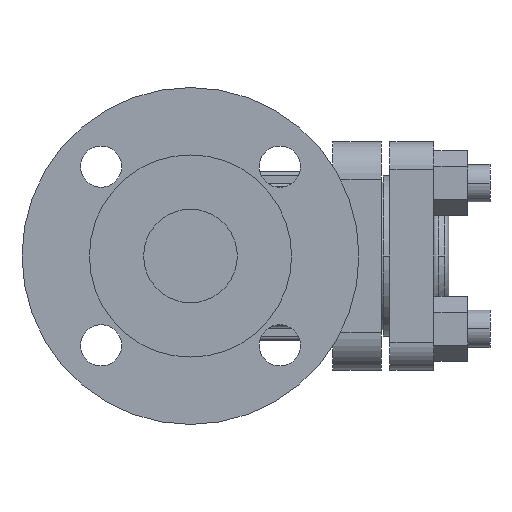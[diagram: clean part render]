
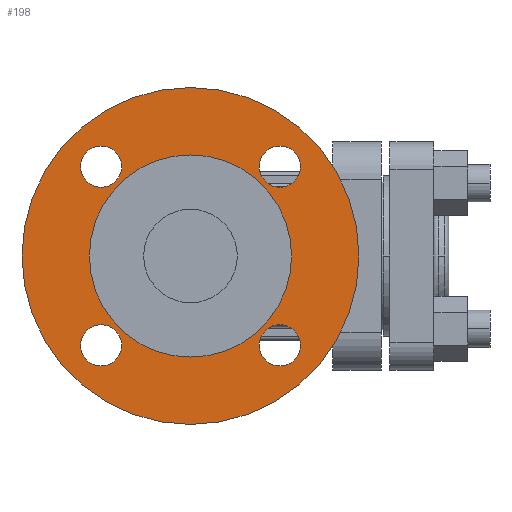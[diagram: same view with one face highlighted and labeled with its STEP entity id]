
A CAD part, left-side view. The second image highlights one B-rep face of the part: STEP entity #198.
In plain terms, the highlighted planar face has unit normal (-1, 0, 0).
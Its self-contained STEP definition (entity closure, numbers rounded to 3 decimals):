
#198 = ADVANCED_FACE( '', ( #449, #450, #451, #452, #453, #454 ), #455, .T. );
#449 = FACE_BOUND( '', #798, .T. );
#450 = FACE_BOUND( '', #799, .T. );
#451 = FACE_BOUND( '', #800, .T. );
#452 = FACE_BOUND( '', #801, .T. );
#453 = FACE_BOUND( '', #802, .T. );
#454 = FACE_OUTER_BOUND( '', #803, .T. );
#455 = PLANE( '', #804 );
#798 = EDGE_LOOP( '', ( #1576, #1577 ) );
#799 = EDGE_LOOP( '', ( #1578, #1579 ) );
#800 = EDGE_LOOP( '', ( #1580, #1581 ) );
#801 = EDGE_LOOP( '', ( #1582, #1583 ) );
#802 = EDGE_LOOP( '', ( #1584, #1585 ) );
#803 = EDGE_LOOP( '', ( #1586, #1587 ) );
#804 = AXIS2_PLACEMENT_3D( '', #1588, #1589, #1590 );
#1576 = ORIENTED_EDGE( '', *, *, #2312, .T. );
#1577 = ORIENTED_EDGE( '', *, *, #2337, .T. );
#1578 = ORIENTED_EDGE( '', *, *, #2308, .T. );
#1579 = ORIENTED_EDGE( '', *, *, #2339, .T. );
#1580 = ORIENTED_EDGE( '', *, *, #2304, .T. );
#1581 = ORIENTED_EDGE( '', *, *, #2341, .T. );
#1582 = ORIENTED_EDGE( '', *, *, #2300, .T. );
#1583 = ORIENTED_EDGE( '', *, *, #2343, .T. );
#1584 = ORIENTED_EDGE( '', *, *, #2249, .F. );
#1585 = ORIENTED_EDGE( '', *, *, #2455, .F. );
#1586 = ORIENTED_EDGE( '', *, *, #2255, .T. );
#1587 = ORIENTED_EDGE( '', *, *, #2454, .T. );
#1588 = CARTESIAN_POINT( '', ( 3., -72., 0. ) );
#1589 = DIRECTION( '', ( -1., 0., 0. ) );
#1590 = DIRECTION( '', ( 0., -1., 0. ) );
#2249 = EDGE_CURVE( '', #2649, #2652, #2653, .T. );
#2255 = EDGE_CURVE( '', #2658, #2662, #2664, .T. );
#2300 = EDGE_CURVE( '', #2743, #2747, #2749, .T. );
#2304 = EDGE_CURVE( '', #2751, #2755, #2757, .T. );
#2308 = EDGE_CURVE( '', #2759, #2763, #2765, .T. );
#2312 = EDGE_CURVE( '', #2767, #2771, #2773, .T. );
#2337 = EDGE_CURVE( '', #2771, #2767, #2814, .T. );
#2339 = EDGE_CURVE( '', #2763, #2759, #2816, .T. );
#2341 = EDGE_CURVE( '', #2755, #2751, #2818, .T. );
#2343 = EDGE_CURVE( '', #2747, #2743, #2820, .T. );
#2454 = EDGE_CURVE( '', #2662, #2658, #2994, .T. );
#2455 = EDGE_CURVE( '', #2652, #2649, #2995, .T. );
#2649 = VERTEX_POINT( '', #3311 );
#2652 = VERTEX_POINT( '', #3315 );
#2653 = CIRCLE( '', #3316, 54. );
#2658 = VERTEX_POINT( '', #3322 );
#2662 = VERTEX_POINT( '', #3327 );
#2664 = CIRCLE( '', #3330, 90. );
#2743 = VERTEX_POINT( '', #3556 );
#2747 = VERTEX_POINT( '', #3561 );
#2749 = CIRCLE( '', #3564, 11. );
#2751 = VERTEX_POINT( '', #3566 );
#2755 = VERTEX_POINT( '', #3571 );
#2757 = CIRCLE( '', #3574, 11. );
#2759 = VERTEX_POINT( '', #3576 );
#2763 = VERTEX_POINT( '', #3581 );
#2765 = CIRCLE( '', #3584, 11. );
#2767 = VERTEX_POINT( '', #3586 );
#2771 = VERTEX_POINT( '', #3591 );
#2773 = CIRCLE( '', #3594, 11. );
#2814 = CIRCLE( '', #3643, 11. );
#2816 = CIRCLE( '', #3645, 11. );
#2818 = CIRCLE( '', #3647, 11. );
#2820 = CIRCLE( '', #3649, 11. );
#2994 = CIRCLE( '', #4012, 90. );
#2995 = CIRCLE( '', #4013, 54. );
#3311 = CARTESIAN_POINT( '', ( 3., -54., 0. ) );
#3315 = CARTESIAN_POINT( '', ( 3., 54., 0. ) );
#3316 = AXIS2_PLACEMENT_3D( '', #4451, #4452, #4453 );
#3322 = CARTESIAN_POINT( '', ( 3., -90., 0. ) );
#3327 = CARTESIAN_POINT( '', ( 3., 90., 0. ) );
#3330 = AXIS2_PLACEMENT_3D( '', #4463, #4464, #4465 );
#3556 = CARTESIAN_POINT( '', ( 3., -58.73, 47.73 ) );
#3561 = CARTESIAN_POINT( '', ( 3., -36.73, 47.73 ) );
#3564 = AXIS2_PLACEMENT_3D( '', #4533, #4534, #4535 );
#3566 = CARTESIAN_POINT( '', ( 3., -58.73, -47.73 ) );
#3571 = CARTESIAN_POINT( '', ( 3., -36.73, -47.73 ) );
#3574 = AXIS2_PLACEMENT_3D( '', #4541, #4542, #4543 );
#3576 = CARTESIAN_POINT( '', ( 3., 36.73, -47.73 ) );
#3581 = CARTESIAN_POINT( '', ( 3., 58.73, -47.73 ) );
#3584 = AXIS2_PLACEMENT_3D( '', #4549, #4550, #4551 );
#3586 = CARTESIAN_POINT( '', ( 3., 36.73, 47.73 ) );
#3591 = CARTESIAN_POINT( '', ( 3., 58.73, 47.73 ) );
#3594 = AXIS2_PLACEMENT_3D( '', #4557, #4558, #4559 );
#3643 = AXIS2_PLACEMENT_3D( '', #4616, #4617, #4618 );
#3645 = AXIS2_PLACEMENT_3D( '', #4622, #4623, #4624 );
#3647 = AXIS2_PLACEMENT_3D( '', #4628, #4629, #4630 );
#3649 = AXIS2_PLACEMENT_3D( '', #4634, #4635, #4636 );
#4012 = AXIS2_PLACEMENT_3D( '', #4822, #4823, #4824 );
#4013 = AXIS2_PLACEMENT_3D( '', #4825, #4826, #4827 );
#4451 = CARTESIAN_POINT( '', ( 3., 0., 0. ) );
#4452 = DIRECTION( '', ( -1., 0., 0. ) );
#4453 = DIRECTION( '', ( 0., -1., 0. ) );
#4463 = CARTESIAN_POINT( '', ( 3., 0., 0. ) );
#4464 = DIRECTION( '', ( -1., 0., 0. ) );
#4465 = DIRECTION( '', ( 0., -1., 0. ) );
#4533 = CARTESIAN_POINT( '', ( 3., -47.73, 47.73 ) );
#4534 = DIRECTION( '', ( 1., 0., 0. ) );
#4535 = DIRECTION( '', ( 0., -1., 0. ) );
#4541 = CARTESIAN_POINT( '', ( 3., -47.73, -47.73 ) );
#4542 = DIRECTION( '', ( 1., 0., 0. ) );
#4543 = DIRECTION( '', ( 0., -1., 0. ) );
#4549 = CARTESIAN_POINT( '', ( 3., 47.73, -47.73 ) );
#4550 = DIRECTION( '', ( 1., 0., 0. ) );
#4551 = DIRECTION( '', ( 0., -1., 0. ) );
#4557 = CARTESIAN_POINT( '', ( 3., 47.73, 47.73 ) );
#4558 = DIRECTION( '', ( 1., 0., 0. ) );
#4559 = DIRECTION( '', ( 0., -1., 0. ) );
#4616 = CARTESIAN_POINT( '', ( 3., 47.73, 47.73 ) );
#4617 = DIRECTION( '', ( 1., 0., 0. ) );
#4618 = DIRECTION( '', ( 0., -1., 0. ) );
#4622 = CARTESIAN_POINT( '', ( 3., 47.73, -47.73 ) );
#4623 = DIRECTION( '', ( 1., 0., 0. ) );
#4624 = DIRECTION( '', ( 0., -1., 0. ) );
#4628 = CARTESIAN_POINT( '', ( 3., -47.73, -47.73 ) );
#4629 = DIRECTION( '', ( 1., 0., 0. ) );
#4630 = DIRECTION( '', ( 0., -1., 0. ) );
#4634 = CARTESIAN_POINT( '', ( 3., -47.73, 47.73 ) );
#4635 = DIRECTION( '', ( 1., 0., 0. ) );
#4636 = DIRECTION( '', ( 0., -1., 0. ) );
#4822 = CARTESIAN_POINT( '', ( 3., 0., 0. ) );
#4823 = DIRECTION( '', ( -1., 0., 0. ) );
#4824 = DIRECTION( '', ( 0., -1., 0. ) );
#4825 = CARTESIAN_POINT( '', ( 3., 0., 0. ) );
#4826 = DIRECTION( '', ( -1., 0., 0. ) );
#4827 = DIRECTION( '', ( 0., -1., 0. ) );
